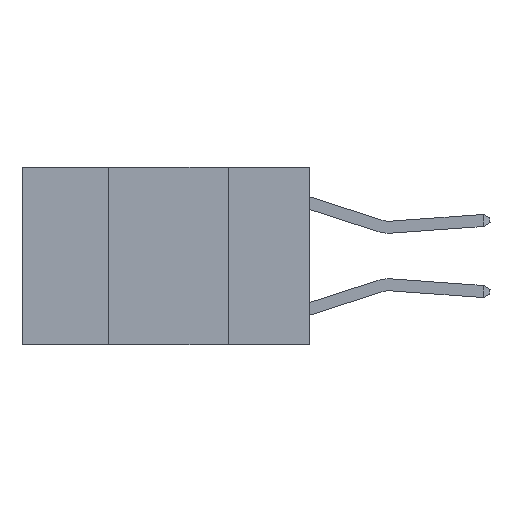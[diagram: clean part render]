
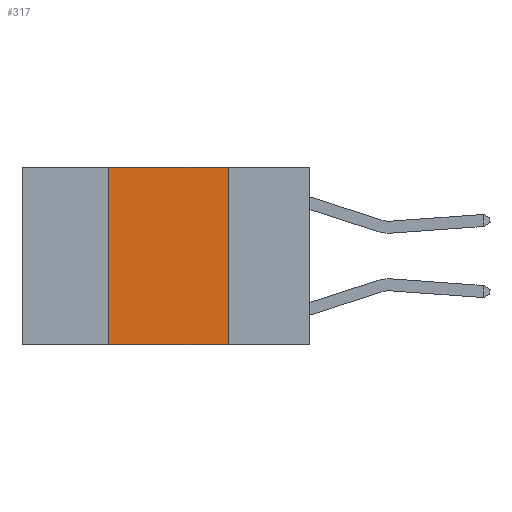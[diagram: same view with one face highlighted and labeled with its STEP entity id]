
A CAD part, left-side view. The second image highlights one B-rep face of the part: STEP entity #317.
In plain terms, the highlighted planar face has unit normal (-1, 0, 0).
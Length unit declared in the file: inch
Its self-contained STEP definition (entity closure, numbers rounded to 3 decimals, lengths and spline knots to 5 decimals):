
#208 = DIRECTION ( 'NONE',  ( 1., 0., 0. ) ) ;
#317 = ADVANCED_FACE ( 'NONE', ( #7769 ), #6028, .F. ) ;
#1274 = EDGE_LOOP ( 'NONE', ( #8558, #8167, #2803, #3757 ) ) ;
#1365 = CARTESIAN_POINT ( 'NONE',  ( 0., 0.42, -0.37 ) ) ;
#1424 = CARTESIAN_POINT ( 'NONE',  ( 0., 0.42, 0. ) ) ;
#2018 = CARTESIAN_POINT ( 'NONE',  ( 0., 0.6, 0. ) ) ;
#2571 = AXIS2_PLACEMENT_3D ( 'NONE', #2018, #208, #10143 ) ;
#2765 = CARTESIAN_POINT ( 'NONE',  ( 0., 0.6, 0. ) ) ;
#2803 = ORIENTED_EDGE ( 'NONE', *, *, #9256, .F. ) ;
#3053 = CARTESIAN_POINT ( 'NONE',  ( 0., 0.17, -0.37 ) ) ;
#3363 = CARTESIAN_POINT ( 'NONE',  ( 0., 0.17, 0. ) ) ;
#3535 = CARTESIAN_POINT ( 'NONE',  ( 0., 0.42, 0. ) ) ;
#3652 = LINE ( 'NONE', #2765, #3872 ) ;
#3757 = ORIENTED_EDGE ( 'NONE', *, *, #6166, .T. ) ;
#3872 = VECTOR ( 'NONE', #5504, 39.37008 ) ;
#4041 = VERTEX_POINT ( 'NONE', #3053 ) ;
#4192 = LINE ( 'NONE', #3363, #5168 ) ;
#4613 = VERTEX_POINT ( 'NONE', #3535 ) ;
#5168 = VECTOR ( 'NONE', #6961, 39.37008 ) ;
#5390 = CARTESIAN_POINT ( 'NONE',  ( 0., 0.17, 0. ) ) ;
#5504 = DIRECTION ( 'NONE',  ( 0., -1., 0. ) ) ;
#6028 = PLANE ( 'NONE',  #2571 ) ;
#6166 = EDGE_CURVE ( 'NONE', #8461, #4041, #6515, .T. ) ;
#6515 = LINE ( 'NONE', #8008, #10732 ) ;
#6961 = DIRECTION ( 'NONE',  ( 0., 0., -1. ) ) ;
#7467 = EDGE_CURVE ( 'NONE', #11348, #4041, #4192, .T. ) ;
#7691 = EDGE_CURVE ( 'NONE', #4613, #11348, #3652, .T. ) ;
#7769 = FACE_OUTER_BOUND ( 'NONE', #1274, .T. ) ;
#8008 = CARTESIAN_POINT ( 'NONE',  ( 0., 0.6, -0.37 ) ) ;
#8065 = VECTOR ( 'NONE', #9356, 39.37008 ) ;
#8167 = ORIENTED_EDGE ( 'NONE', *, *, #7691, .F. ) ;
#8461 = VERTEX_POINT ( 'NONE', #1365 ) ;
#8558 = ORIENTED_EDGE ( 'NONE', *, *, #7467, .F. ) ;
#9256 = EDGE_CURVE ( 'NONE', #8461, #4613, #10280, .T. ) ;
#9356 = DIRECTION ( 'NONE',  ( 0., 0., 1. ) ) ;
#10143 = DIRECTION ( 'NONE',  ( 0., 0., -1. ) ) ;
#10280 = LINE ( 'NONE', #1424, #8065 ) ;
#10732 = VECTOR ( 'NONE', #11570, 39.37008 ) ;
#11348 = VERTEX_POINT ( 'NONE', #5390 ) ;
#11570 = DIRECTION ( 'NONE',  ( 0., -1., 0. ) ) ;
